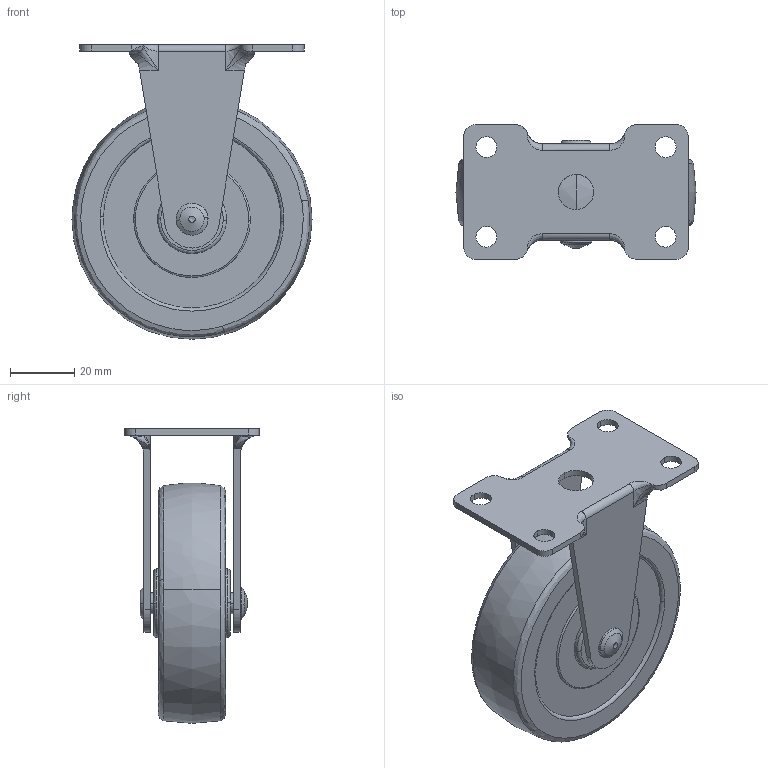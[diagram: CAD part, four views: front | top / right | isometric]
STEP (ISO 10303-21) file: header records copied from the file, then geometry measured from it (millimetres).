
FILE_DESCRIPTION((''),'2;1');
FILE_NAME('','2005-12-16T10:30:04',(''),(''),'','CADfix','');
FILE_SCHEMA(('AUTOMOTIVE_DESIGN'));
Length unit declared in the file: millimetre
Products named in the file (4): wheel; body; axle; 320ER_R75_3423_36
Assembly tree (3 placements, depth 2):
  320ER_R75_3423_36
    wheel
    body
    axle
Bounding box: 75 x 42 x 92 mm (x, y, z)
Volume: 99246.8 mm3; surface area: 26513.1 mm2
Topology: 3 solids, 3 shells, 141 faces, 443 edges, 302 vertices
Faces by surface type: bspline 141
Entity records: 8029 total; most frequent: CARTESIAN_POINT 5641, ORIENTED_EDGE 854, EDGE_CURVE 427, VERTEX_POINT 302, EDGE_LOOP 167, FACE_OUTER_BOUND 141, ADVANCED_FACE 141, QUASI_UNIFORM_CURVE 116
